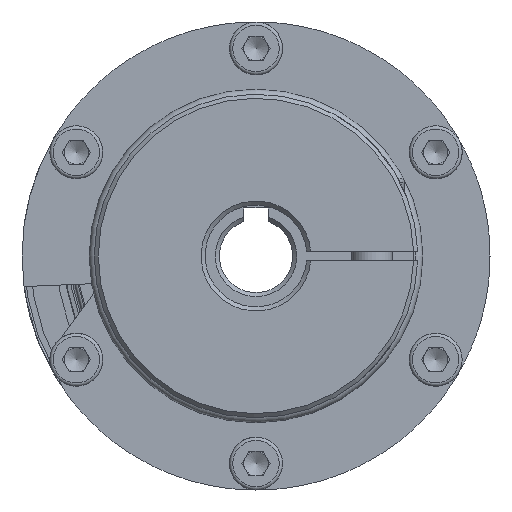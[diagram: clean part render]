
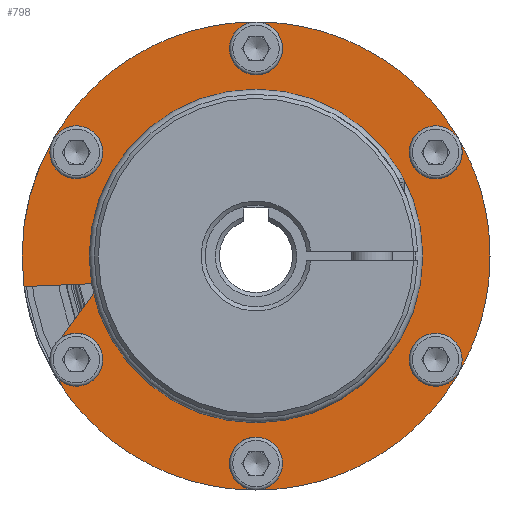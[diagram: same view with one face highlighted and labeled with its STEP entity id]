
A CAD part, left-side view. The second image highlights one B-rep face of the part: STEP entity #798.
In plain terms, the highlighted planar face has unit normal (-1, 0, 0).
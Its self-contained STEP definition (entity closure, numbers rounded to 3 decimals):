
#798 = ADVANCED_FACE( '', ( #1898, #1899 ), #1900, .F. );
#1898 = FACE_OUTER_BOUND( '', #3337, .T. );
#1899 = FACE_BOUND( '', #3338, .T. );
#1900 = PLANE( '', #3339 );
#3337 = EDGE_LOOP( '', ( #5561, #5562, #5563, #5564, #5565, #5566, #5567, #5568, #5569, #5570, #5571, #5572 ) );
#3338 = EDGE_LOOP( '', ( #5573 ) );
#3339 = AXIS2_PLACEMENT_3D( '', #5574, #5575, #5576 );
#5561 = ORIENTED_EDGE( '', *, *, #7852, .T. );
#5562 = ORIENTED_EDGE( '', *, *, #7853, .F. );
#5563 = ORIENTED_EDGE( '', *, *, #7854, .T. );
#5564 = ORIENTED_EDGE( '', *, *, #7855, .F. );
#5565 = ORIENTED_EDGE( '', *, *, #7856, .T. );
#5566 = ORIENTED_EDGE( '', *, *, #7857, .F. );
#5567 = ORIENTED_EDGE( '', *, *, #7858, .T. );
#5568 = ORIENTED_EDGE( '', *, *, #7434, .F. );
#5569 = ORIENTED_EDGE( '', *, *, #7859, .T. );
#5570 = ORIENTED_EDGE( '', *, *, #7860, .F. );
#5571 = ORIENTED_EDGE( '', *, *, #7861, .T. );
#5572 = ORIENTED_EDGE( '', *, *, #7737, .F. );
#5573 = ORIENTED_EDGE( '', *, *, #7862, .F. );
#5574 = CARTESIAN_POINT( '', ( -11.5, 0., 57.5 ) );
#5575 = DIRECTION( '', ( 1., 0., 0. ) );
#5576 = DIRECTION( '', ( 0., 1., 0. ) );
#7434 = EDGE_CURVE( '', #8804, #8804, #8805, .T. );
#7737 = EDGE_CURVE( '', #9267, #9267, #9268, .T. );
#7852 = EDGE_CURVE( '', #9267, #9425, #9426, .T. );
#7853 = EDGE_CURVE( '', #9425, #9425, #9427, .T. );
#7854 = EDGE_CURVE( '', #9425, #9428, #9429, .T. );
#7855 = EDGE_CURVE( '', #9428, #9428, #9430, .T. );
#7856 = EDGE_CURVE( '', #9428, #9431, #9432, .T. );
#7857 = EDGE_CURVE( '', #9431, #9431, #9433, .T. );
#7858 = EDGE_CURVE( '', #9431, #8804, #9434, .T. );
#7859 = EDGE_CURVE( '', #8804, #9435, #9436, .T. );
#7860 = EDGE_CURVE( '', #9435, #9435, #9437, .T. );
#7861 = EDGE_CURVE( '', #9435, #9267, #9438, .T. );
#7862 = EDGE_CURVE( '', #9439, #9439, #9440, .T. );
#8804 = VERTEX_POINT( '', #10828 );
#8805 = CIRCLE( '', #10829, 6.5 );
#9267 = VERTEX_POINT( '', #11928 );
#9268 = CIRCLE( '', #11929, 6.5 );
#9425 = VERTEX_POINT( '', #12290 );
#9426 = CIRCLE( '', #12291, 57.5 );
#9427 = CIRCLE( '', #12292, 6.5 );
#9428 = VERTEX_POINT( '', #12293 );
#9429 = CIRCLE( '', #12294, 57.5 );
#9430 = CIRCLE( '', #12295, 6.5 );
#9431 = VERTEX_POINT( '', #12296 );
#9432 = CIRCLE( '', #12297, 57.5 );
#9433 = CIRCLE( '', #12298, 6.5 );
#9434 = CIRCLE( '', #12299, 57.5 );
#9435 = VERTEX_POINT( '', #12300 );
#9436 = CIRCLE( '', #12301, 57.5 );
#9437 = CIRCLE( '', #12302, 6.5 );
#9438 = CIRCLE( '', #12303, 57.5 );
#9439 = VERTEX_POINT( '', #12304 );
#9440 = CIRCLE( '', #12305, 38.65 );
#10828 = CARTESIAN_POINT( '', ( -11.5, 49.796, -28.75 ) );
#10829 = AXIS2_PLACEMENT_3D( '', #14290, #14291, #14292 );
#11928 = CARTESIAN_POINT( '', ( -11.5, -49.796, -28.75 ) );
#11929 = AXIS2_PLACEMENT_3D( '', #14671, #14672, #14673 );
#12290 = CARTESIAN_POINT( '', ( -11.5, -49.796, 28.75 ) );
#12291 = AXIS2_PLACEMENT_3D( '', #14790, #14791, #14792 );
#12292 = AXIS2_PLACEMENT_3D( '', #14793, #14794, #14795 );
#12293 = CARTESIAN_POINT( '', ( -11.5, 0., 57.5 ) );
#12294 = AXIS2_PLACEMENT_3D( '', #14796, #14797, #14798 );
#12295 = AXIS2_PLACEMENT_3D( '', #14799, #14800, #14801 );
#12296 = CARTESIAN_POINT( '', ( -11.5, 49.796, 28.75 ) );
#12297 = AXIS2_PLACEMENT_3D( '', #14802, #14803, #14804 );
#12298 = AXIS2_PLACEMENT_3D( '', #14805, #14806, #14807 );
#12299 = AXIS2_PLACEMENT_3D( '', #14808, #14809, #14810 );
#12300 = CARTESIAN_POINT( '', ( -11.5, 0., -57.5 ) );
#12301 = AXIS2_PLACEMENT_3D( '', #14811, #14812, #14813 );
#12302 = AXIS2_PLACEMENT_3D( '', #14814, #14815, #14816 );
#12303 = AXIS2_PLACEMENT_3D( '', #14817, #14818, #14819 );
#12304 = CARTESIAN_POINT( '', ( -11.5, 0., 38.65 ) );
#12305 = AXIS2_PLACEMENT_3D( '', #14820, #14821, #14822 );
#14290 = CARTESIAN_POINT( '', ( -11.5, 44.167, -25.5 ) );
#14291 = DIRECTION( '', ( -1., 0., 0. ) );
#14292 = DIRECTION( '', ( 0., -0.866, 0.5 ) );
#14671 = CARTESIAN_POINT( '', ( -11.5, -44.167, -25.5 ) );
#14672 = DIRECTION( '', ( -1., 0., 0. ) );
#14673 = DIRECTION( '', ( 0., 0.866, 0.5 ) );
#14790 = CARTESIAN_POINT( '', ( -11.5, 0., 0. ) );
#14791 = DIRECTION( '', ( -1., 0., 0. ) );
#14792 = DIRECTION( '', ( 0., 0., 1. ) );
#14793 = CARTESIAN_POINT( '', ( -11.5, -44.167, 25.5 ) );
#14794 = DIRECTION( '', ( -1., 0., 0. ) );
#14795 = DIRECTION( '', ( 0., 0.866, -0.5 ) );
#14796 = CARTESIAN_POINT( '', ( -11.5, 0., 0. ) );
#14797 = DIRECTION( '', ( -1., 0., 0. ) );
#14798 = DIRECTION( '', ( 0., 0., 1. ) );
#14799 = CARTESIAN_POINT( '', ( -11.5, 0., 51. ) );
#14800 = DIRECTION( '', ( -1., 0., 0. ) );
#14801 = DIRECTION( '', ( 0., 0., -1. ) );
#14802 = CARTESIAN_POINT( '', ( -11.5, 0., 0. ) );
#14803 = DIRECTION( '', ( -1., 0., 0. ) );
#14804 = DIRECTION( '', ( 0., 0., 1. ) );
#14805 = CARTESIAN_POINT( '', ( -11.5, 44.167, 25.5 ) );
#14806 = DIRECTION( '', ( -1., 0., 0. ) );
#14807 = DIRECTION( '', ( 0., -0.866, -0.5 ) );
#14808 = CARTESIAN_POINT( '', ( -11.5, 0., 0. ) );
#14809 = DIRECTION( '', ( -1., 0., 0. ) );
#14810 = DIRECTION( '', ( 0., 0., 1. ) );
#14811 = CARTESIAN_POINT( '', ( -11.5, 0., 0. ) );
#14812 = DIRECTION( '', ( -1., 0., 0. ) );
#14813 = DIRECTION( '', ( 0., 0., 1. ) );
#14814 = CARTESIAN_POINT( '', ( -11.5, 0., -51. ) );
#14815 = DIRECTION( '', ( -1., 0., 0. ) );
#14816 = DIRECTION( '', ( 0., 0., 1. ) );
#14817 = CARTESIAN_POINT( '', ( -11.5, 0., 0. ) );
#14818 = DIRECTION( '', ( -1., 0., 0. ) );
#14819 = DIRECTION( '', ( 0., 0., 1. ) );
#14820 = CARTESIAN_POINT( '', ( -11.5, 0., 0. ) );
#14821 = DIRECTION( '', ( -1., 0., 0. ) );
#14822 = DIRECTION( '', ( 0., 0., 1. ) );
